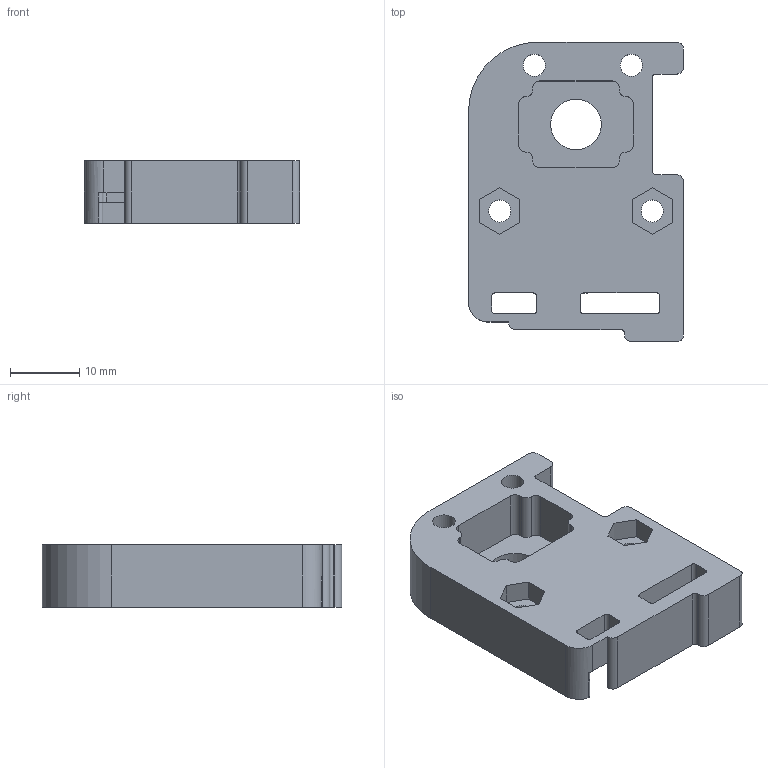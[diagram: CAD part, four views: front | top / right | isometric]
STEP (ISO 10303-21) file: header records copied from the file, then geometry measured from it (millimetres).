
FILE_DESCRIPTION(('FreeCAD Model'),'2;1');
FILE_NAME('MJ_3d_holder_right_3pin-r2.step','2020-07-08T15:14:51',('Author'),(''), 'Open CASCADE STEP processor 7.3','FreeCAD','Unknown');
FILE_SCHEMA(('AUTOMOTIVE_DESIGN { 1 0 10303 214 1 1 1 1 }'));
Length unit declared in the file: millimetre
Products named in the file (1): 3d_holder_right-r2
Bounding box: 31 x 43.2 x 9 mm (x, y, z)
Volume: 7445.3 mm3; surface area: 4929.4 mm2
Topology: 1 solids, 1 shells, 130 faces, 362 edges, 237 vertices
Faces by surface type: plane 75, cylinder 50, torus 5
Full cylindrical faces by diameter (mm): 3.2 x4, 3.6 x1, 7.3 x1
Entity records: 4221 total; most frequent: DIRECTION 734, CARTESIAN_POINT 730, ORIENTED_EDGE 724, EDGE_CURVE 362, LINE 252, VECTOR 252, AXIS2_PLACEMENT_3D 241, VERTEX_POINT 237
